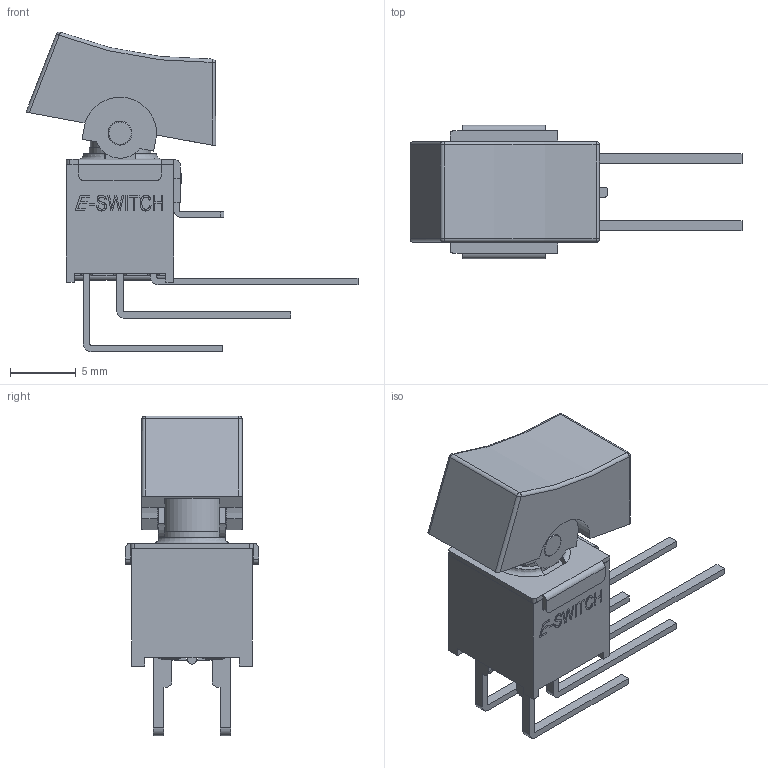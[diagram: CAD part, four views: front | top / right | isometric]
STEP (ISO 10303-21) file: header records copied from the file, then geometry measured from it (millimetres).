
FILE_DESCRIPTION(/* description */ (''),/* implementation_level */ '2;1');
FILE_NAME(/* name */ '400AWMDPxR1M7xE.stp',/* time_stamp */ '2021-04-30T12:02:41-05:00',/* author */ ('mwilliams'),/* organization */ (''),/* preprocessor_version */ 'ST-DEVELOPER v18',/* originating_system */ 'Autodesk Inventor 2020',/* authorisation */ '');
FILE_SCHEMA (('AUTOMOTIVE_DESIGN { 1 0 10303 214 3 1 1 }'));
Length unit declared in the file: inch
Products named in the file (1): T450304_Shrinkwrap_1
Bounding box: 25.16 x 10.11 x 24.25 mm (x, y, z)
Volume: 1096.1 mm3; surface area: 1820.1 mm2
Topology: 6 solids, 6 shells, 358 faces, 980 edges, 644 vertices
Faces by surface type: plane 230, cylinder 68, bspline 44, torus 10, sphere 4, cone 2
Full cylindrical faces by diameter (mm): 1.8 x4, 3.5 x1
Entity records: 12290 total; most frequent: CARTESIAN_POINT 3418, ORIENTED_EDGE 1952, DIRECTION 1638, EDGE_CURVE 976, LINE 670, VECTOR 670, VERTEX_POINT 644, AXIS2_PLACEMENT_3D 484
